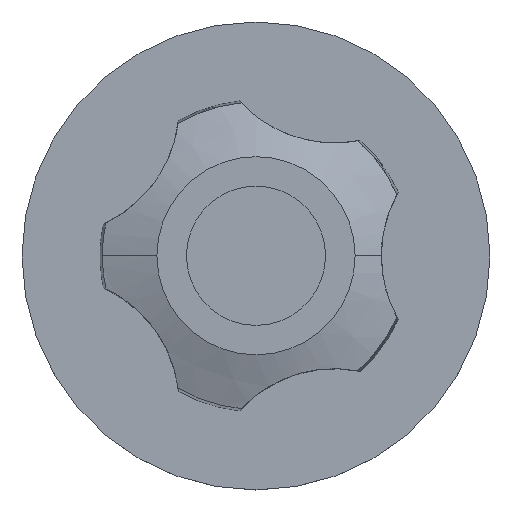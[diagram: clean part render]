
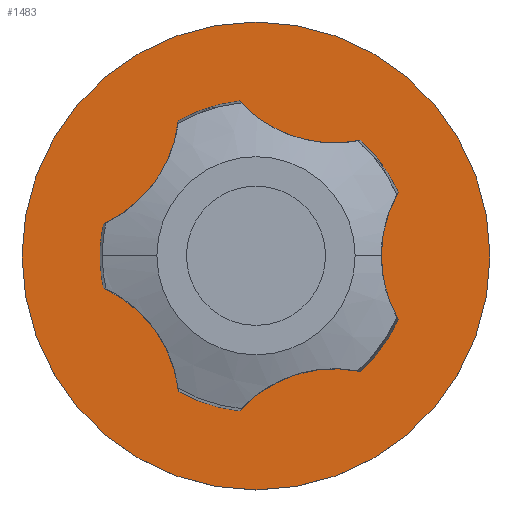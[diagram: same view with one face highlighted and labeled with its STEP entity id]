
A CAD part, top view. The second image highlights one B-rep face of the part: STEP entity #1483.
In plain terms, the highlighted planar face has unit normal (0, 0, 1).
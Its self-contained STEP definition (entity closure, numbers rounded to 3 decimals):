
#99 = AXIS2_PLACEMENT_3D ( 'NONE', #1507, #231, #1722 ) ;
#231 = DIRECTION ( 'NONE',  ( 0., 0., 1. ) ) ;
#284 = ORIENTED_EDGE ( 'NONE', *, *, #2502, .T. ) ;
#396 = DIRECTION ( 'NONE',  ( 0., 0., 1. ) ) ;
#427 = VERTEX_POINT ( 'NONE', #2175 ) ;
#599 = CIRCLE ( 'NONE', #1095, 40. ) ;
#717 = FACE_OUTER_BOUND ( 'NONE', #996, .T. ) ;
#754 = CIRCLE ( 'NONE', #899, 5. ) ;
#772 = CARTESIAN_POINT ( 'NONE',  ( -40., 0., 1. ) ) ;
#859 = EDGE_CURVE ( 'NONE', #2643, #427, #2417, .T. ) ;
#860 = EDGE_LOOP ( 'NONE', ( #1555, #2093 ) ) ;
#876 = CIRCLE ( 'NONE', #2124, 40. ) ;
#899 = AXIS2_PLACEMENT_3D ( 'NONE', #2469, #1195, #2691 ) ;
#956 = EDGE_CURVE ( 'NONE', #2483, #2498, #599, .T. ) ;
#996 = EDGE_LOOP ( 'NONE', ( #2310, #284 ) ) ;
#1018 = CARTESIAN_POINT ( 'NONE',  ( 0., 0., 1. ) ) ;
#1048 = CARTESIAN_POINT ( 'NONE',  ( 0., 0., 1. ) ) ;
#1095 = AXIS2_PLACEMENT_3D ( 'NONE', #1018, #2505, #1227 ) ;
#1178 = EDGE_CURVE ( 'NONE', #427, #2643, #754, .T. ) ;
#1195 = DIRECTION ( 'NONE',  ( 0., 0., 1. ) ) ;
#1219 = CARTESIAN_POINT ( 'NONE',  ( 0., 0., 1. ) ) ;
#1227 = DIRECTION ( 'NONE',  ( 1., 0., 0. ) ) ;
#1276 = AXIS2_PLACEMENT_3D ( 'NONE', #1048, #396, #1460 ) ;
#1281 = FACE_BOUND ( 'NONE', #860, .T. ) ;
#1425 = DIRECTION ( 'NONE',  ( 1., 0., 0. ) ) ;
#1460 = DIRECTION ( 'NONE',  ( 1., 0., 0. ) ) ;
#1483 = ADVANCED_FACE ( 'NONE', ( #717, #1281 ), #2750, .T. ) ;
#1507 = CARTESIAN_POINT ( 'NONE',  ( 0., 0., 1. ) ) ;
#1555 = ORIENTED_EDGE ( 'NONE', *, *, #1178, .F. ) ;
#1722 = DIRECTION ( 'NONE',  ( 1., 0., 0. ) ) ;
#1836 = CARTESIAN_POINT ( 'NONE',  ( 40., 0., 1. ) ) ;
#2093 = ORIENTED_EDGE ( 'NONE', *, *, #859, .F. ) ;
#2124 = AXIS2_PLACEMENT_3D ( 'NONE', #1219, #2708, #1425 ) ;
#2175 = CARTESIAN_POINT ( 'NONE',  ( -5., 0., 1. ) ) ;
#2203 = CARTESIAN_POINT ( 'NONE',  ( 5., 0., 1. ) ) ;
#2310 = ORIENTED_EDGE ( 'NONE', *, *, #956, .T. ) ;
#2417 = CIRCLE ( 'NONE', #99, 5. ) ;
#2469 = CARTESIAN_POINT ( 'NONE',  ( 0., 0., 1. ) ) ;
#2483 = VERTEX_POINT ( 'NONE', #772 ) ;
#2498 = VERTEX_POINT ( 'NONE', #1836 ) ;
#2502 = EDGE_CURVE ( 'NONE', #2498, #2483, #876, .T. ) ;
#2505 = DIRECTION ( 'NONE',  ( 0., 0., 1. ) ) ;
#2643 = VERTEX_POINT ( 'NONE', #2203 ) ;
#2691 = DIRECTION ( 'NONE',  ( 1., 0., 0. ) ) ;
#2708 = DIRECTION ( 'NONE',  ( 0., 0., 1. ) ) ;
#2750 = PLANE ( 'NONE',  #1276 ) ;
